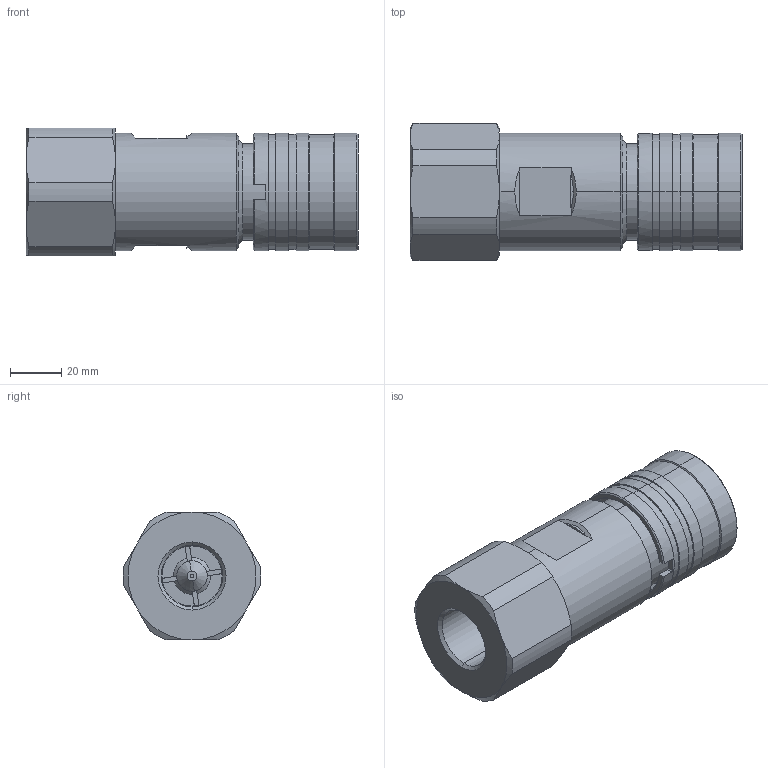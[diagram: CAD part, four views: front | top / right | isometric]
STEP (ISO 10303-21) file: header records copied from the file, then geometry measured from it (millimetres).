
FILE_DESCRIPTION (( 'STEP AP214' ), '1' );
FILE_NAME ('FEC-751-12FB.STEP', '2014-02-24T11:15:53', ( 'admin' ), ( 'Microsoft' ), 'SwSTEP 2.0', 'SolidWorks 2009', '' );
FILE_SCHEMA (( 'AUTOMOTIVE_DESIGN' ));
Length unit declared in the file: millimetre
Products named in the file (1): FEC-751-12FB
Bounding box: 129.85 x 53.94 x 50 mm (x, y, z)
Volume: 211722.7 mm3; surface area: 30792.8 mm2
Topology: 1 solids, 1 shells, 218 faces, 545 edges, 336 vertices
Faces by surface type: plane 75, cylinder 74, cone 55, torus 13, sphere 1
Entity records: 6749 total; most frequent: CARTESIAN_POINT 1511, DIRECTION 1133, ORIENTED_EDGE 1084, EDGE_CURVE 542, AXIS2_PLACEMENT_3D 450, VERTEX_POINT 334, EDGE_LOOP 234, LINE 233
